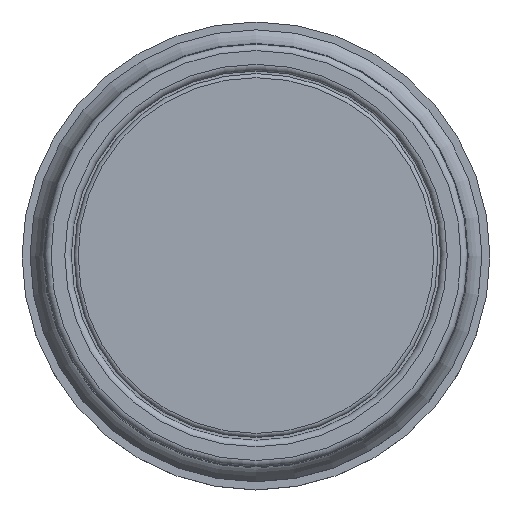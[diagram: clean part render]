
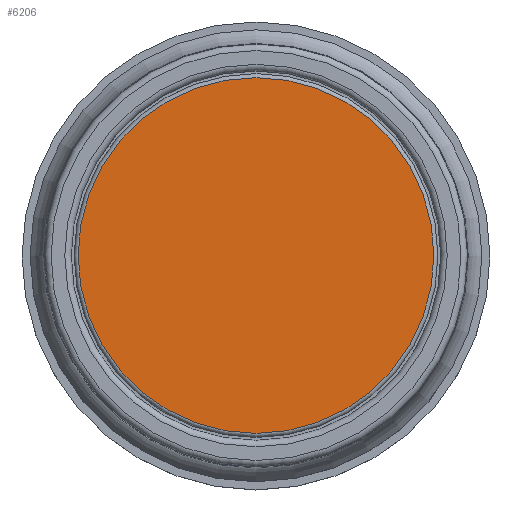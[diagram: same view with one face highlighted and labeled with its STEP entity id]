
A CAD part, top view. The second image highlights one B-rep face of the part: STEP entity #6206.
In plain terms, the highlighted planar face has unit normal (0, 0, 1).
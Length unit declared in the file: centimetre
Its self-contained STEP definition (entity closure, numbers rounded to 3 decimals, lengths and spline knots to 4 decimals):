
#578=PLANE('',#6850);
#928=FACE_OUTER_BOUND('',#1365,.T.);
#1365=EDGE_LOOP('',(#5530));
#1752=CIRCLE('',#6849,1.1025);
#2938=VERTEX_POINT('',#16250);
#3815=EDGE_CURVE('',#2938,#2938,#1752,.T.);
#5530=ORIENTED_EDGE('',*,*,#3815,.F.);
#6206=ADVANCED_FACE('',(#928),#578,.T.);
#6849=AXIS2_PLACEMENT_3D('',#16251,#8397,#8398);
#6850=AXIS2_PLACEMENT_3D('',#16252,#8399,#8400);
#8397=DIRECTION('center_axis',(0.,0.,
-1.));
#8398=DIRECTION('ref_axis',(1.,0.,0.));
#8399=DIRECTION('center_axis',(0.,0.,
1.));
#8400=DIRECTION('ref_axis',(0.,-1.,0.));
#16250=CARTESIAN_POINT('',(1.1025,0.,3.154));
#16251=CARTESIAN_POINT('Origin',(0.,0.,
3.154));
#16252=CARTESIAN_POINT('Origin',(0.5512,0.,
3.154));
